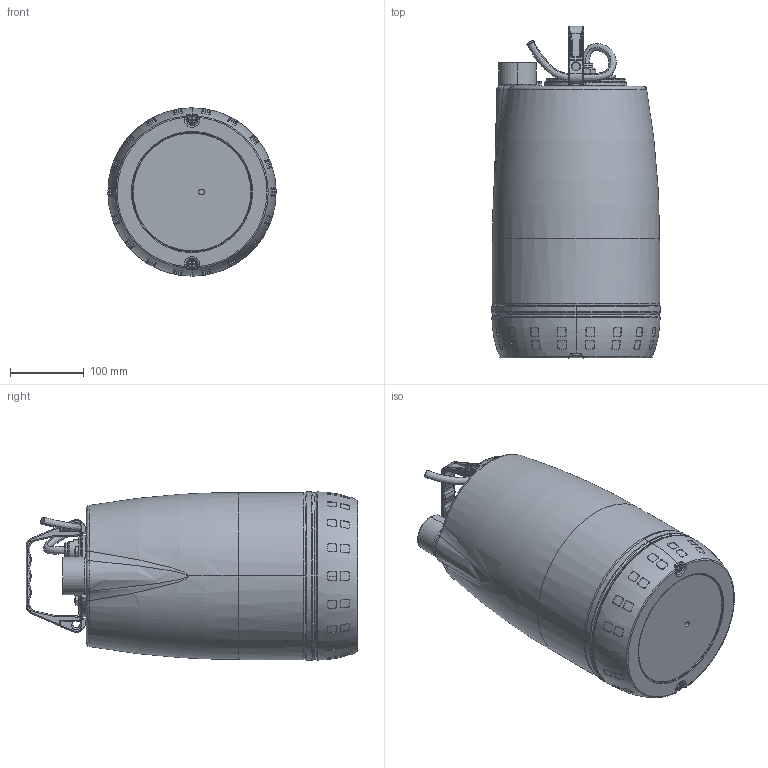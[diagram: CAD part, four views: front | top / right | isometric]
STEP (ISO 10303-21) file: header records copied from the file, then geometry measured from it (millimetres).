
FILE_DESCRIPTION (( 'STEP AP214' ), '1' );
FILE_NAME ('4_93_601_09_REV00.step', '2021-09-01T06:47:31', ( '' ), ( '' ), 'SwSTEP 2.0', 'SolidWorks 2020', '' );
FILE_SCHEMA (( 'AUTOMOTIVE_DESIGN' ));
Length unit declared in the file: millimetre
Products named in the file (1): 4_93_601_09_REV00
Bounding box: 228 x 449.77 x 228 mm (x, y, z)
Volume: 14556746.6 mm3; surface area: 505895.4 mm2
Topology: 16 solids, 17 shells, 1657 faces, 4179 edges, 2555 vertices
Faces by surface type: cylinder 583, plane 512, bspline 415, cone 70, torus 49, sphere 28
Entity records: 101568 total; most frequent: CARTESIAN_POINT 66767, ORIENTED_EDGE 8246, DIRECTION 5309, EDGE_CURVE 4123, VERTEX_POINT 2555, B_SPLINE_CURVE_WITH_KNOTS 1890, AXIS2_PLACEMENT_3D 1875, EDGE_LOOP 1746
